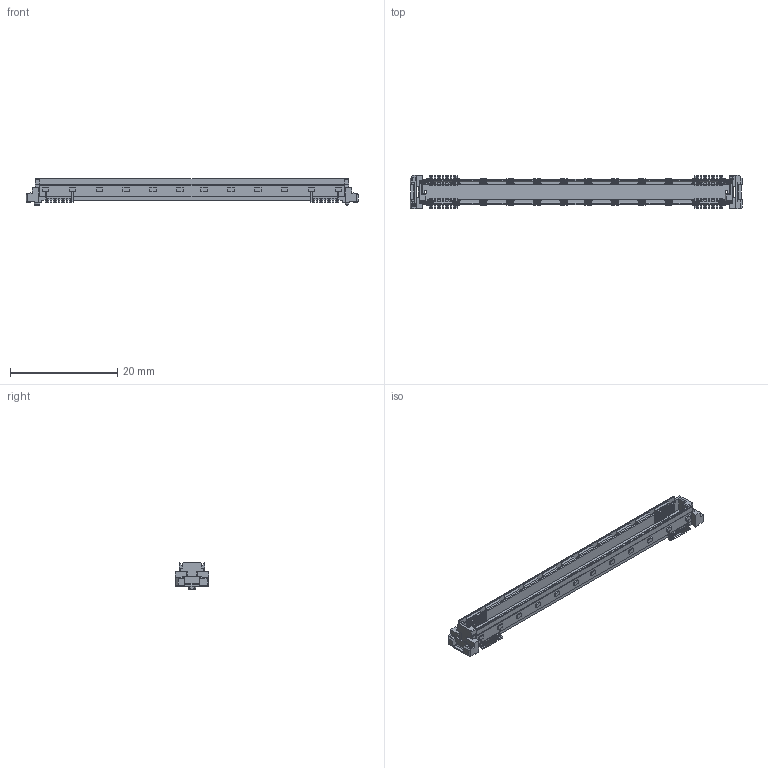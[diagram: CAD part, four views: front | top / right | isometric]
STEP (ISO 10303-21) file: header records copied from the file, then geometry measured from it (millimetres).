
FILE_DESCRIPTION((''),'2;1');
FILE_NAME('C-1827253-36-3','2007-09-05T',('workeradm'),('Tyco Electronics Corporation'),'PRO/ENGINEER BY PARAMETRIC TECHNOLOGY CORPORATION, 2005450','PRO/ENGINEER BY PARAMETRIC TECHNOLOGY CORPORATION, 2005450','');
FILE_SCHEMA(('CONFIG_CONTROL_DESIGN', 'GEOMETRIC_VALIDATION_PROPERTIES_MIM'));
Length unit declared in the file: millimetre
Products named in the file (1): C-1827253-36-3
Bounding box: 61.8 x 6.2 x 5.05 mm (x, y, z)
Volume: 649.7 mm3; surface area: 1746 mm2
Topology: 1 solids, 1 shells, 1738 faces, 5195 edges, 3456 vertices
Faces by surface type: plane 1620, cylinder 114, cone 4
Entity records: 58215 total; most frequent: CARTESIAN_POINT 10424, ORIENTED_EDGE 10390, DIRECTION 8897, EDGE_CURVE 5195, VECTOR 4957, LINE 4957, VERTEX_POINT 3456, AXIS2_PLACEMENT_3D 1970
